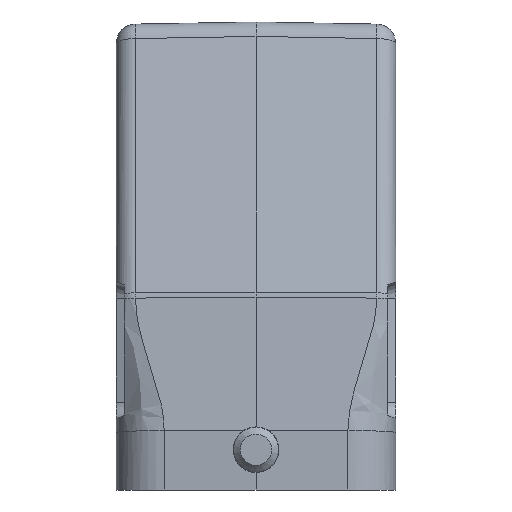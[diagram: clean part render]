
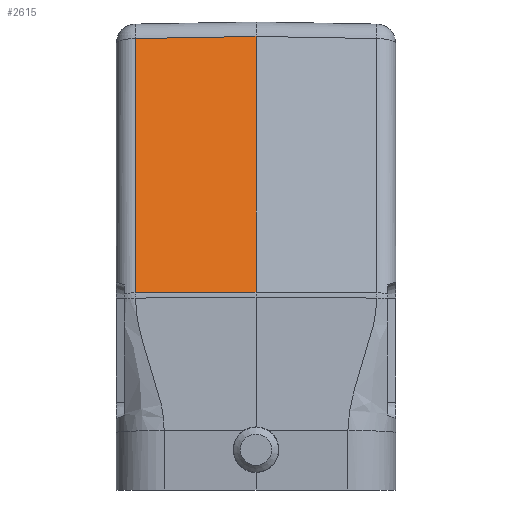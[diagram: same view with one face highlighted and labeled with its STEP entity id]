
A CAD part, left-side view. The second image highlights one B-rep face of the part: STEP entity #2615.
In plain terms, the highlighted planar face has unit normal (-0.966, 0.018, 0.259).
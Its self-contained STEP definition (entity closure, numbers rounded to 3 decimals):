
#1848=LINE('',#8433,#2258);
#1849=LINE('',#8436,#2259);
#1850=LINE('',#8437,#2260);
#1851=LINE('',#8439,#2261);
#2258=VECTOR('',#6776,1.);
#2259=VECTOR('',#6777,1.);
#2260=VECTOR('',#6778,1.);
#2261=VECTOR('',#6779,1.);
#2615=ADVANCED_FACE('',(#3011),#2847,.T.);
#2847=PLANE('',#6182);
#3011=FACE_OUTER_BOUND('',#3241,.T.);
#3241=EDGE_LOOP('',(#3744,#3745,#3746,#3747));
#3744=ORIENTED_EDGE('',*,*,#5327,.T.);
#3745=ORIENTED_EDGE('',*,*,#5328,.T.);
#3746=ORIENTED_EDGE('',*,*,#5329,.F.);
#3747=ORIENTED_EDGE('',*,*,#5330,.F.);
#4882=VERTEX_POINT('',#8385);
#4888=VERTEX_POINT('',#8434);
#4889=VERTEX_POINT('',#8435);
#4890=VERTEX_POINT('',#8438);
#5327=EDGE_CURVE('',#4888,#4889,#1848,.T.);
#5328=EDGE_CURVE('',#4889,#4882,#1849,.T.);
#5329=EDGE_CURVE('',#4890,#4882,#1850,.T.);
#5330=EDGE_CURVE('',#4888,#4890,#1851,.T.);
#6182=AXIS2_PLACEMENT_3D('',#8440,#6780,#6781);
#6776=DIRECTION('',(0.013,1.,-0.017));
#6777=DIRECTION('',(-0.259,0.,-0.966));
#6778=DIRECTION('',(0.017,1.,-0.005));
#6779=DIRECTION('',(-0.259,0.,-0.966));
#6780=DIRECTION('',(-0.966,0.017,0.259));
#6781=DIRECTION('',(0.259,0.,0.966));
#8385=CARTESIAN_POINT('',(-27.75,18.552,21.189));
#8433=CARTESIAN_POINT('',(-17.518,-0.031,60.627));
#8434=CARTESIAN_POINT('',(-17.518,0.,60.627));
#8435=CARTESIAN_POINT('',(-17.269,18.552,60.303));
#8436=CARTESIAN_POINT('',(-16.609,18.552,62.766));
#8437=CARTESIAN_POINT('',(-28.063,0.,21.273));
#8438=CARTESIAN_POINT('',(-28.063,0.,21.273));
#8439=CARTESIAN_POINT('',(-16.922,0.,62.85));
#8440=CARTESIAN_POINT('',(-16.922,0.,62.85));
